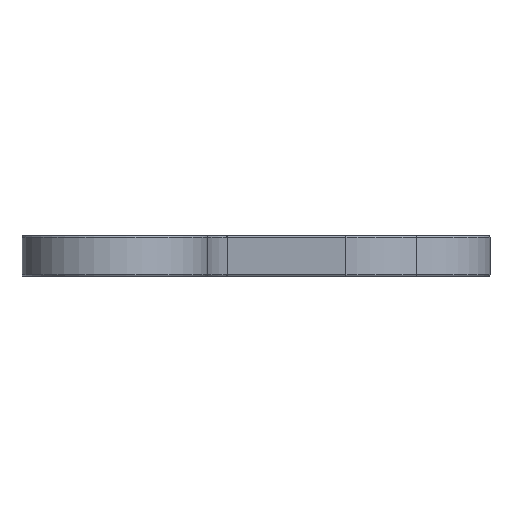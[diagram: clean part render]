
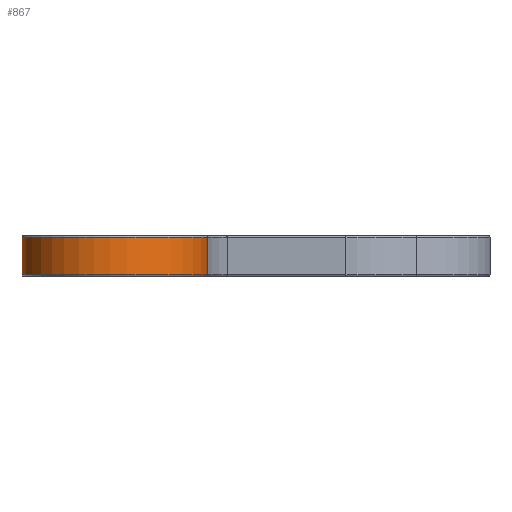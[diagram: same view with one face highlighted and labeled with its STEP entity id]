
A CAD part, left-side view. The second image highlights one B-rep face of the part: STEP entity #867.
In plain terms, the highlighted cylindrical face has radius 8 mm (diameter 16 mm), a partial arc.
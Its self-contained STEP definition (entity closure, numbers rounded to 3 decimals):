
#130 = CIRCLE ( 'NONE', #2486, 8. ) ;
#140 = ORIENTED_EDGE ( 'NONE', *, *, #1888, .T. ) ;
#154 = VECTOR ( 'NONE', #1682, 1000. ) ;
#254 = DIRECTION ( 'NONE',  ( 0., 0., -1. ) ) ;
#300 = EDGE_LOOP ( 'NONE', ( #1659, #140, #664, #1944 ) ) ;
#447 = DIRECTION ( 'NONE',  ( 1., 0., 0. ) ) ;
#557 = CARTESIAN_POINT ( 'NONE',  ( -67.328, 221.272, -3.35 ) ) ;
#603 = VERTEX_POINT ( 'NONE', #557 ) ;
#664 = ORIENTED_EDGE ( 'NONE', *, *, #1477, .T. ) ;
#689 = CARTESIAN_POINT ( 'NONE',  ( -62.896, 235.067, -0.15 ) ) ;
#711 = CARTESIAN_POINT ( 'NONE',  ( -67.328, 221.272, -3.5 ) ) ;
#798 = CARTESIAN_POINT ( 'NONE',  ( -68.343, 229.208, -0.15 ) ) ;
#867 = ADVANCED_FACE ( 'NONE', ( #2037 ), #1897, .T. ) ;
#927 = LINE ( 'NONE', #1438, #2222 ) ;
#1084 = CARTESIAN_POINT ( 'NONE',  ( -68.343, 229.208, -3.35 ) ) ;
#1186 = DIRECTION ( 'NONE',  ( 0., 0., -1. ) ) ;
#1294 = EDGE_CURVE ( 'NONE', #1980, #1545, #927, .T. ) ;
#1414 = VERTEX_POINT ( 'NONE', #2252 ) ;
#1438 = CARTESIAN_POINT ( 'NONE',  ( -62.896, 235.067, -3.5 ) ) ;
#1477 = EDGE_CURVE ( 'NONE', #603, #1414, #2040, .T. ) ;
#1545 = VERTEX_POINT ( 'NONE', #2506 ) ;
#1659 = ORIENTED_EDGE ( 'NONE', *, *, #1294, .T. ) ;
#1682 = DIRECTION ( 'NONE',  ( 0., 0., 1. ) ) ;
#1704 = EDGE_CURVE ( 'NONE', #1414, #1980, #2327, .T. ) ;
#1792 = AXIS2_PLACEMENT_3D ( 'NONE', #798, #1186, #2161 ) ;
#1888 = EDGE_CURVE ( 'NONE', #1545, #603, #130, .T. ) ;
#1897 = CYLINDRICAL_SURFACE ( 'NONE', #2309, 8. ) ;
#1944 = ORIENTED_EDGE ( 'NONE', *, *, #1704, .T. ) ;
#1980 = VERTEX_POINT ( 'NONE', #689 ) ;
#1994 = DIRECTION ( 'NONE',  ( 0., 0., 1. ) ) ;
#2037 = FACE_OUTER_BOUND ( 'NONE', #300, .T. ) ;
#2040 = LINE ( 'NONE', #711, #154 ) ;
#2161 = DIRECTION ( 'NONE',  ( 1., 0., 0. ) ) ;
#2175 = CARTESIAN_POINT ( 'NONE',  ( -68.343, 229.208, -3.5 ) ) ;
#2222 = VECTOR ( 'NONE', #254, 1000. ) ;
#2252 = CARTESIAN_POINT ( 'NONE',  ( -67.328, 221.272, -0.15 ) ) ;
#2309 = AXIS2_PLACEMENT_3D ( 'NONE', #2175, #1994, #447 ) ;
#2327 = CIRCLE ( 'NONE', #1792, 8. ) ;
#2406 = DIRECTION ( 'NONE',  ( 0., 0., 1. ) ) ;
#2421 = DIRECTION ( 'NONE',  ( 1., 0., 0. ) ) ;
#2486 = AXIS2_PLACEMENT_3D ( 'NONE', #1084, #2406, #2421 ) ;
#2506 = CARTESIAN_POINT ( 'NONE',  ( -62.896, 235.067, -3.35 ) ) ;
